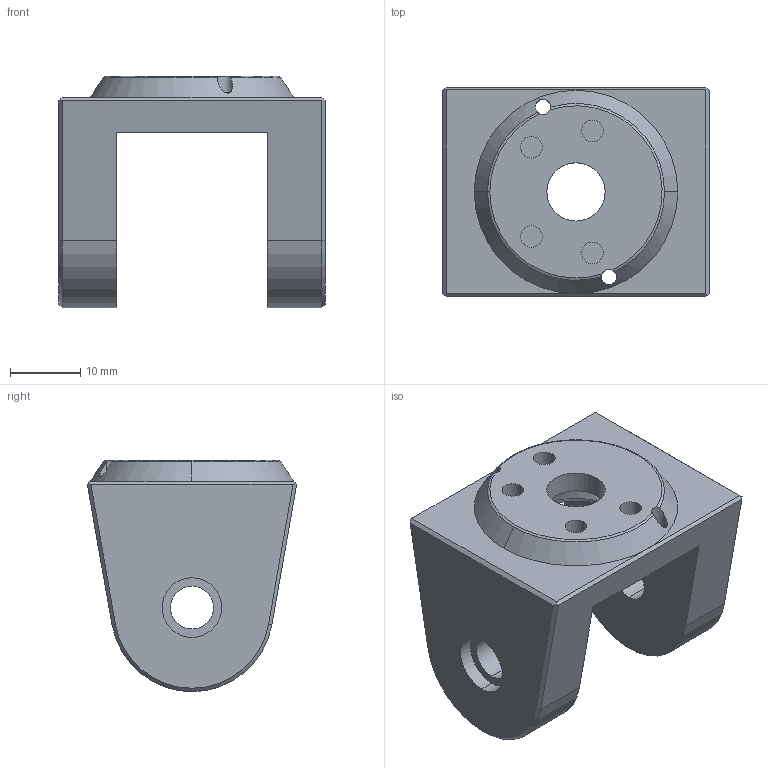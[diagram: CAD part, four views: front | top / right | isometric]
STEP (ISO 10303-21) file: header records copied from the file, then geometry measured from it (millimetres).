
FILE_DESCRIPTION (( 'STEP AP214' ), '1' );
FILE_NAME ('Support V2.STEP', '2019-08-02T05:56:16', ( '' ), ( '' ), 'SwSTEP 2.0', 'SolidWorks 2015', '' );
FILE_SCHEMA (( 'AUTOMOTIVE_DESIGN' ));
Length unit declared in the file: millimetre
Products named in the file (1): Support V2
Bounding box: 38 x 29.84 x 33 mm (x, y, z)
Volume: 14758.8 mm3; surface area: 6339.5 mm2
Topology: 1 solids, 1 shells, 59 faces, 149 edges, 96 vertices
Faces by surface type: cylinder 26, plane 23, cone 10
Entity records: 1891 total; most frequent: CARTESIAN_POINT 375, DIRECTION 323, ORIENTED_EDGE 298, EDGE_CURVE 149, AXIS2_PLACEMENT_3D 124, VERTEX_POINT 96, VECTOR 75, LINE 75
